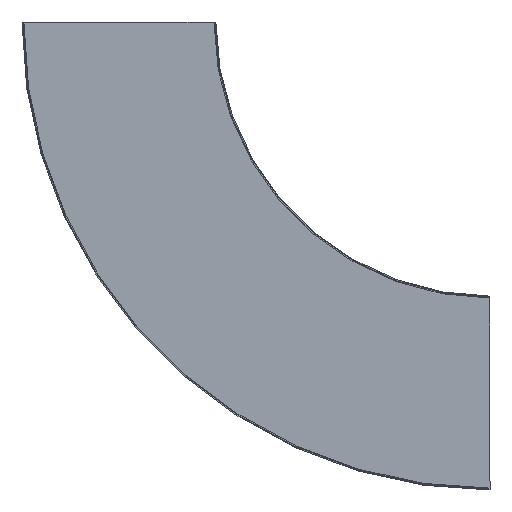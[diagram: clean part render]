
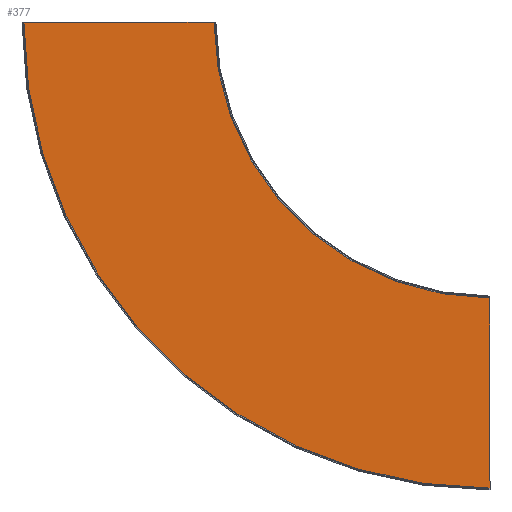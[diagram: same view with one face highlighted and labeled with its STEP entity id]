
A CAD part, front view. The second image highlights one B-rep face of the part: STEP entity #377.
In plain terms, the highlighted planar face has unit normal (0, -1, 0).
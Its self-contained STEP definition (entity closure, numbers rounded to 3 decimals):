
#34 = ORIENTED_EDGE ( 'NONE', *, *, #401, .F. ) ;
#38 = EDGE_CURVE ( 'NONE', #280, #673, #586, .T. ) ;
#39 = CARTESIAN_POINT ( 'NONE',  ( 0., -1., -502.5 ) ) ;
#81 = AXIS2_PLACEMENT_3D ( 'NONE', #226, #257, #253 ) ;
#84 = AXIS2_PLACEMENT_3D ( 'NONE', #763, #761, #769 ) ;
#136 = DIRECTION ( 'NONE',  ( 0., 0., 1. ) ) ;
#164 = LINE ( 'NONE', #174, #379 ) ;
#172 = DIRECTION ( 'NONE',  ( 1., 0., 0. ) ) ;
#174 = CARTESIAN_POINT ( 'NONE',  ( -297.5, -1., 0. ) ) ;
#224 = AXIS2_PLACEMENT_3D ( 'NONE', #810, #600, #293 ) ;
#226 = CARTESIAN_POINT ( 'NONE',  ( 0., -1., 0. ) ) ;
#253 = DIRECTION ( 'NONE',  ( 0., 0., 1. ) ) ;
#257 = DIRECTION ( 'NONE',  ( 0., 1., 0. ) ) ;
#268 = EDGE_LOOP ( 'NONE', ( #436, #716, #34, #715 ) ) ;
#279 = VERTEX_POINT ( 'NONE', #39 ) ;
#280 = VERTEX_POINT ( 'NONE', #671 ) ;
#286 = VERTEX_POINT ( 'NONE', #467 ) ;
#293 = DIRECTION ( 'NONE',  ( 0., 0., 1. ) ) ;
#308 = CARTESIAN_POINT ( 'NONE',  ( -297.5, -1., 0. ) ) ;
#377 = ADVANCED_FACE ( 'NONE', ( #525 ), #402, .T. ) ;
#379 = VECTOR ( 'NONE', #172, 1000. ) ;
#401 = EDGE_CURVE ( 'NONE', #279, #286, #637, .T. ) ;
#402 = PLANE ( 'NONE',  #84 ) ;
#424 = EDGE_CURVE ( 'NONE', #279, #280, #440, .T. ) ;
#436 = ORIENTED_EDGE ( 'NONE', *, *, #38, .T. ) ;
#440 = LINE ( 'NONE', #774, #567 ) ;
#467 = CARTESIAN_POINT ( 'NONE',  ( -502.5, -1., 0. ) ) ;
#525 = FACE_OUTER_BOUND ( 'NONE', #268, .T. ) ;
#562 = EDGE_CURVE ( 'NONE', #286, #673, #164, .T. ) ;
#567 = VECTOR ( 'NONE', #136, 1000. ) ;
#586 = CIRCLE ( 'NONE', #224, 297.5 ) ;
#600 = DIRECTION ( 'NONE',  ( 0., 1., 0. ) ) ;
#637 = CIRCLE ( 'NONE', #81, 502.5 ) ;
#671 = CARTESIAN_POINT ( 'NONE',  ( 0., -1., -297.5 ) ) ;
#673 = VERTEX_POINT ( 'NONE', #308 ) ;
#715 = ORIENTED_EDGE ( 'NONE', *, *, #424, .T. ) ;
#716 = ORIENTED_EDGE ( 'NONE', *, *, #562, .F. ) ;
#761 = DIRECTION ( 'NONE',  ( 0., -1., 0. ) ) ;
#763 = CARTESIAN_POINT ( 'NONE',  ( 0., -1., -297.5 ) ) ;
#769 = DIRECTION ( 'NONE',  ( 0., 0., -1. ) ) ;
#774 = CARTESIAN_POINT ( 'NONE',  ( 0., -1., -297.5 ) ) ;
#810 = CARTESIAN_POINT ( 'NONE',  ( 0., -1., 0. ) ) ;
